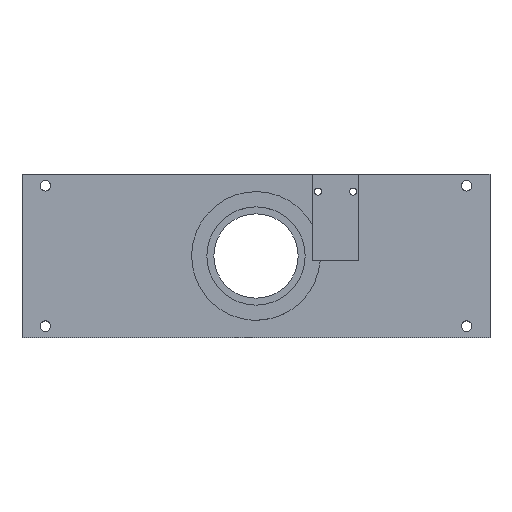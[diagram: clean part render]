
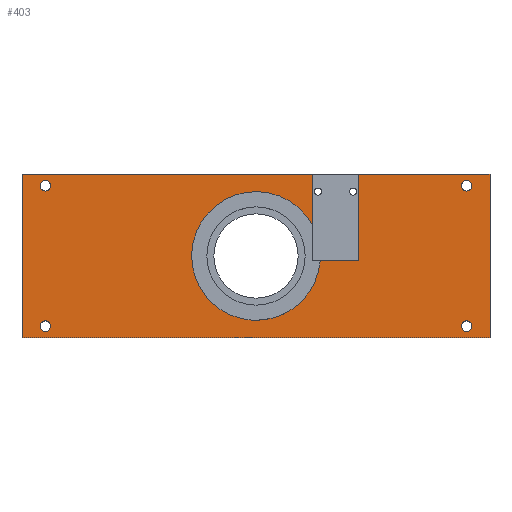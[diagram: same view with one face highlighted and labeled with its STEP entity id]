
A CAD part, top view. The second image highlights one B-rep face of the part: STEP entity #403.
In plain terms, the highlighted planar face has unit normal (0, 0, 1).
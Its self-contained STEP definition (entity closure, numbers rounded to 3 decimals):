
#17=FACE_BOUND('',#73,.T.);
#18=FACE_BOUND('',#74,.T.);
#19=FACE_BOUND('',#75,.T.);
#20=FACE_BOUND('',#76,.T.);
#35=PLANE('',#442);
#49=FACE_OUTER_BOUND('',#72,.T.);
#72=EDGE_LOOP('',(#317,#318,#319,#320,#321,#322,#323,#324,#325));
#73=EDGE_LOOP('',(#326));
#74=EDGE_LOOP('',(#327));
#75=EDGE_LOOP('',(#328));
#76=EDGE_LOOP('',(#329));
#101=LINE('',#602,#137);
#105=LINE('',#610,#141);
#110=LINE('',#621,#146);
#116=LINE('',#632,#152);
#120=LINE('',#639,#156);
#121=LINE('',#642,#157);
#122=LINE('',#644,#158);
#123=LINE('',#645,#159);
#137=VECTOR('',#488,10.);
#141=VECTOR('',#494,10.);
#146=VECTOR('',#501,10.);
#152=VECTOR('',#511,10.);
#156=VECTOR('',#515,10.);
#157=VECTOR('',#518,10.);
#158=VECTOR('',#519,10.);
#159=VECTOR('',#520,10.);
#175=CIRCLE('',#443,27.5);
#176=CIRCLE('',#444,2.25);
#177=CIRCLE('',#445,2.25);
#178=CIRCLE('',#446,2.25);
#179=CIRCLE('',#447,2.25);
#193=VERTEX_POINT('',#600);
#194=VERTEX_POINT('',#601);
#197=VERTEX_POINT('',#609);
#201=VERTEX_POINT('',#619);
#202=VERTEX_POINT('',#620);
#205=VERTEX_POINT('',#631);
#208=VERTEX_POINT('',#637);
#209=VERTEX_POINT('',#641);
#210=VERTEX_POINT('',#643);
#211=VERTEX_POINT('',#647);
#212=VERTEX_POINT('',#649);
#213=VERTEX_POINT('',#651);
#214=VERTEX_POINT('',#653);
#231=EDGE_CURVE('',#193,#194,#101,.T.);
#235=EDGE_CURVE('',#194,#197,#105,.T.);
#240=EDGE_CURVE('',#201,#202,#110,.T.);
#246=EDGE_CURVE('',#205,#193,#116,.T.);
#250=EDGE_CURVE('',#202,#208,#120,.T.);
#251=EDGE_CURVE('',#208,#209,#121,.T.);
#252=EDGE_CURVE('',#209,#210,#122,.T.);
#253=EDGE_CURVE('',#210,#205,#123,.T.);
#254=EDGE_CURVE('',#197,#201,#175,.T.);
#255=EDGE_CURVE('',#211,#211,#176,.T.);
#256=EDGE_CURVE('',#212,#212,#177,.T.);
#257=EDGE_CURVE('',#213,#213,#178,.T.);
#258=EDGE_CURVE('',#214,#214,#179,.T.);
#317=ORIENTED_EDGE('',*,*,#240,.T.);
#318=ORIENTED_EDGE('',*,*,#250,.T.);
#319=ORIENTED_EDGE('',*,*,#251,.T.);
#320=ORIENTED_EDGE('',*,*,#252,.T.);
#321=ORIENTED_EDGE('',*,*,#253,.T.);
#322=ORIENTED_EDGE('',*,*,#246,.T.);
#323=ORIENTED_EDGE('',*,*,#231,.T.);
#324=ORIENTED_EDGE('',*,*,#235,.T.);
#325=ORIENTED_EDGE('',*,*,#254,.T.);
#326=ORIENTED_EDGE('',*,*,#255,.T.);
#327=ORIENTED_EDGE('',*,*,#256,.T.);
#328=ORIENTED_EDGE('',*,*,#257,.T.);
#329=ORIENTED_EDGE('',*,*,#258,.T.);
#403=ADVANCED_FACE('',(#49,#17,#18,#19,#20),#35,.T.);
#442=AXIS2_PLACEMENT_3D('',#640,#516,#517);
#443=AXIS2_PLACEMENT_3D('',#646,#521,#522);
#444=AXIS2_PLACEMENT_3D('',#648,#523,#524);
#445=AXIS2_PLACEMENT_3D('',#650,#525,#526);
#446=AXIS2_PLACEMENT_3D('',#652,#527,#528);
#447=AXIS2_PLACEMENT_3D('',#654,#529,#530);
#488=DIRECTION('',(0.,-1.,0.));
#494=DIRECTION('',(-1.,0.,0.));
#501=DIRECTION('',(0.,1.,0.));
#511=DIRECTION('',(-1.,0.,0.));
#515=DIRECTION('',(-1.,0.,0.));
#516=DIRECTION('center_axis',(0.,0.,1.));
#517=DIRECTION('ref_axis',(1.,0.,0.));
#518=DIRECTION('',(0.,-1.,0.));
#519=DIRECTION('',(1.,0.,0.));
#520=DIRECTION('',(0.,1.,0.));
#521=DIRECTION('center_axis',(0.,0.,-1.));
#522=DIRECTION('ref_axis',(-1.,0.,0.));
#523=DIRECTION('center_axis',(0.,0.,-1.));
#524=DIRECTION('ref_axis',(-1.,0.,0.));
#525=DIRECTION('center_axis',(0.,0.,-1.));
#526=DIRECTION('ref_axis',(-1.,0.,0.));
#527=DIRECTION('center_axis',(0.,0.,-1.));
#528=DIRECTION('ref_axis',(-1.,0.,0.));
#529=DIRECTION('center_axis',(0.,0.,-1.));
#530=DIRECTION('ref_axis',(-1.,0.,0.));
#600=CARTESIAN_POINT('',(144.,70.,10.));
#601=CARTESIAN_POINT('',(144.,33.,10.));
#602=CARTESIAN_POINT('',(144.,52.5,10.));
#609=CARTESIAN_POINT('',(127.427,33.,10.));
#610=CARTESIAN_POINT('',(122.,33.,10.));
#619=CARTESIAN_POINT('',(124.,48.426,10.));
#620=CARTESIAN_POINT('',(124.,70.,10.));
#621=CARTESIAN_POINT('',(124.,34.,10.));
#631=CARTESIAN_POINT('',(200.,70.,10.));
#632=CARTESIAN_POINT('',(200.,70.,10.));
#637=CARTESIAN_POINT('',(0.,70.,10.));
#639=CARTESIAN_POINT('',(200.,70.,10.));
#640=CARTESIAN_POINT('Origin',(100.,35.,10.));
#641=CARTESIAN_POINT('',(0.,0.,10.));
#642=CARTESIAN_POINT('',(0.,70.,10.));
#643=CARTESIAN_POINT('',(200.,0.,10.));
#644=CARTESIAN_POINT('',(0.,0.,10.));
#645=CARTESIAN_POINT('',(200.,0.,10.));
#646=CARTESIAN_POINT('Origin',(100.,35.,10.));
#647=CARTESIAN_POINT('',(192.25,65.,10.));
#648=CARTESIAN_POINT('Origin',(190.,65.,10.));
#649=CARTESIAN_POINT('',(12.25,65.,10.));
#650=CARTESIAN_POINT('Origin',(10.,65.,10.));
#651=CARTESIAN_POINT('',(192.25,5.,10.));
#652=CARTESIAN_POINT('Origin',(190.,5.,10.));
#653=CARTESIAN_POINT('',(12.25,5.,10.));
#654=CARTESIAN_POINT('Origin',(10.,5.,10.));
